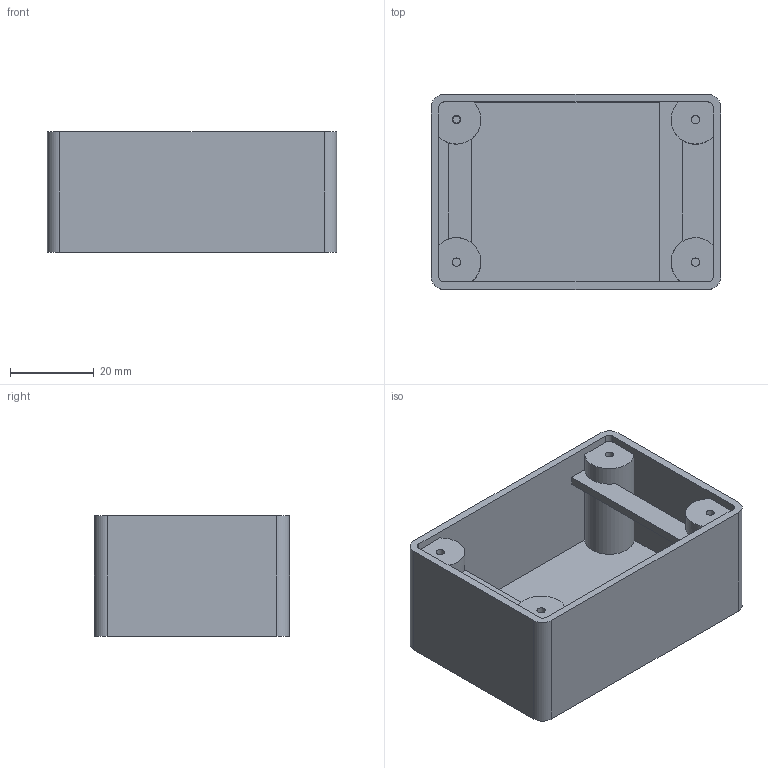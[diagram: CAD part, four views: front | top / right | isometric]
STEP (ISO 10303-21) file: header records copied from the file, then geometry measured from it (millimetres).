
FILE_DESCRIPTION(/* description */ (''),/* implementation_level */ '2;1');
FILE_NAME(/* name */ 'Sides.step',/* time_stamp */ '2023-06-17T10:08:26-07:00',/* author */ (''),/* organization */ (''),/* preprocessor_version */ 'ST-DEVELOPER v19.2',/* originating_system */ 'Autodesk Translation Framework v12.6.0.85',/* authorisation */ '');
FILE_SCHEMA (('AUTOMOTIVE_DESIGN { 1 0 10303 214 3 1 1 }'));
Length unit declared in the file: millimetre
Products named in the file (1): Sides
Bounding box: 69 x 46.5 x 28.8 mm (x, y, z)
Volume: 26425.4 mm3; surface area: 20365.9 mm2
Topology: 1 solids, 1 shells, 50 faces, 129 edges, 86 vertices
Faces by surface type: plane 32, cylinder 18
Full cylindrical faces by diameter (mm): 1.699 x1, 2 x5
Entity records: 1580 total; most frequent: DIRECTION 277, CARTESIAN_POINT 266, ORIENTED_EDGE 258, EDGE_CURVE 129, AXIS2_PLACEMENT_3D 97, VERTEX_POINT 86, LINE 83, VECTOR 83
